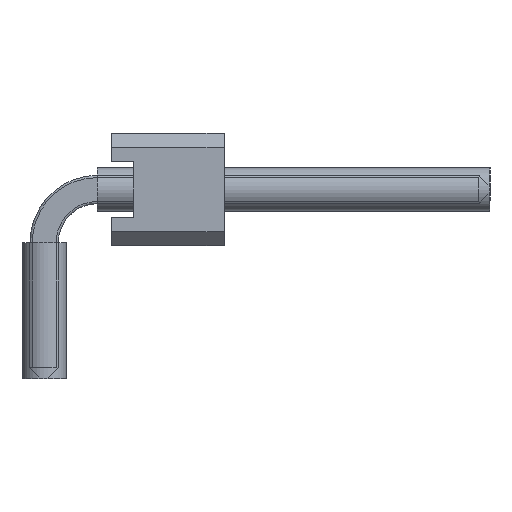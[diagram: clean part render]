
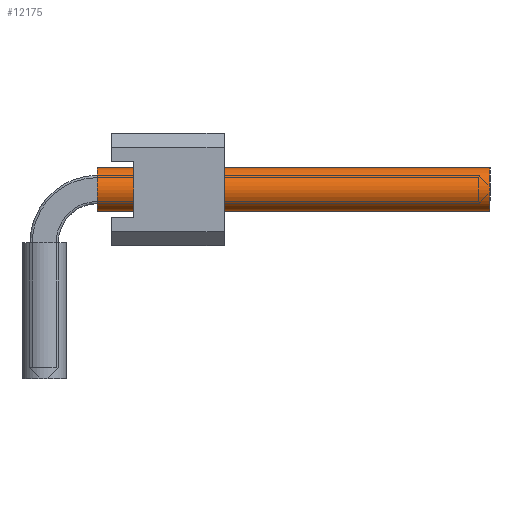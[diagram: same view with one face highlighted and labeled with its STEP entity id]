
A CAD part, left-side view. The second image highlights one B-rep face of the part: STEP entity #12175.
In plain terms, the highlighted cylindrical face has radius 0.5 mm (diameter 1 mm), a full revolution.
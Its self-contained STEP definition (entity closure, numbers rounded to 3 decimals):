
#6864=ORIENTED_EDGE('',*,*,#8600,.F.);
#6865=ORIENTED_EDGE('',*,*,#8601,.T.);
#8600=EDGE_CURVE('',#9756,#9756,#10088,.T.);
#8601=EDGE_CURVE('',#9757,#9757,#10089,.T.);
#9756=VERTEX_POINT('',#20007);
#9757=VERTEX_POINT('',#20009);
#10088=CIRCLE('',#13151,0.5);
#10089=CIRCLE('',#13152,0.5);
#10754=EDGE_LOOP('',(#6864));
#10755=EDGE_LOOP('',(#6865));
#11420=FACE_BOUND('',#10754,.T.);
#11421=FACE_BOUND('',#10755,.T.);
#11589=CYLINDRICAL_SURFACE('',#13150,0.5);
#12175=ADVANCED_FACE('',(#11420,#11421),#11589,.F.);
#13150=AXIS2_PLACEMENT_3D('',#20005,#16446,#16447);
#13151=AXIS2_PLACEMENT_3D('',#20006,#16448,#16449);
#13152=AXIS2_PLACEMENT_3D('',#20008,#16450,#16451);
#16446=DIRECTION('',(1.,0.,0.));
#16447=DIRECTION('',(0.,0.,-1.));
#16448=DIRECTION('',(-1.,0.,0.));
#16449=DIRECTION('',(0.,0.,1.));
#16450=DIRECTION('',(-1.,0.,0.));
#16451=DIRECTION('',(0.,0.,1.));
#20005=CARTESIAN_POINT('',(1.2,0.,4.27));
#20006=CARTESIAN_POINT('',(10.06,0.,4.27));
#20007=CARTESIAN_POINT('',(10.06,0.,4.77));
#20008=CARTESIAN_POINT('',(1.2,0.,4.27));
#20009=CARTESIAN_POINT('',(1.2,0.,4.77));
